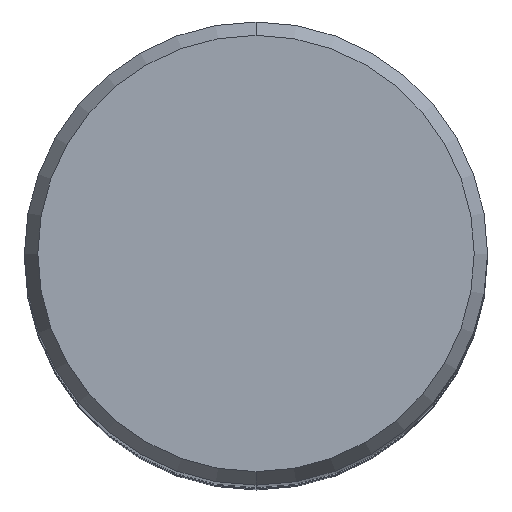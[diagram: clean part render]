
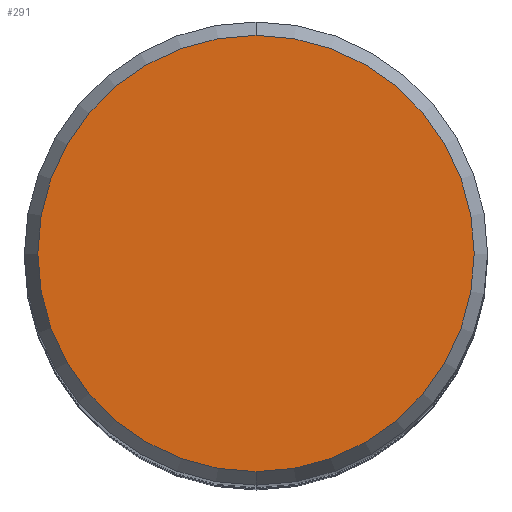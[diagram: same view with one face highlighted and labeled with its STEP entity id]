
A CAD part, top view. The second image highlights one B-rep face of the part: STEP entity #291.
In plain terms, the highlighted planar face has unit normal (0, 0, 1).
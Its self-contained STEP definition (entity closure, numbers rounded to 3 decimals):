
#143=VERTEX_POINT('',#363);
#153=VERTEX_POINT('',#373);
#185=EDGE_CURVE('',#153,#143,#410,.T.);
#205=EDGE_CURVE('',#143,#153,#432,.T.);
#291=ADVANCED_FACE('',(#531),#532,.T.);
#363=CARTESIAN_POINT('',(0.,-7.479,0.01));
#373=CARTESIAN_POINT('',(0.0,7.479,0.01));
#410=CIRCLE('',#662,7.479);
#432=CIRCLE('',#691,7.479);
#531=FACE_OUTER_BOUND('',#813,.T.);
#532=PLANE('',#814);
#662=AXIS2_PLACEMENT_3D('',#956,#957,#958);
#691=AXIS2_PLACEMENT_3D('',#982,#983,#984);
#813=EDGE_LOOP('',(#1112,#1113));
#814=AXIS2_PLACEMENT_3D('',#1114,#1115,#1116);
#956=CARTESIAN_POINT('',(0.0,0.0,0.01));
#957=DIRECTION('',(0.0,0.0,-1.0));
#958=DIRECTION('',(0.0,1.0,0.0));
#982=CARTESIAN_POINT('',(0.0,0.0,0.01));
#983=DIRECTION('',(0.0,0.0,-1.0));
#984=DIRECTION('',(0.0,1.0,0.0));
#1112=ORIENTED_EDGE('',*,*,#185,.F.);
#1113=ORIENTED_EDGE('',*,*,#205,.F.);
#1114=CARTESIAN_POINT('',(0.0,3.74,0.01));
#1115=DIRECTION('',(-0.0,0.0,1.0));
#1116=DIRECTION('',(0.0,-1.0,0.0));
